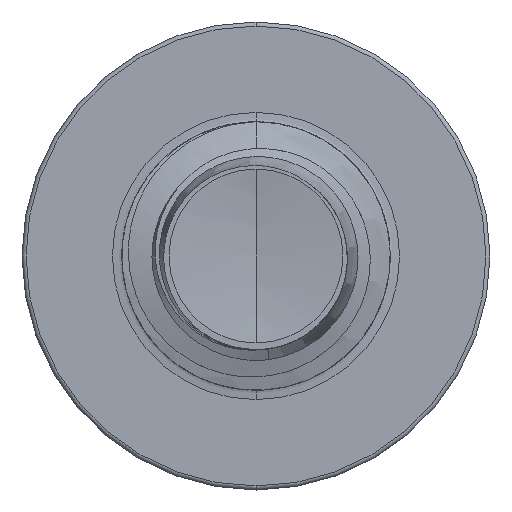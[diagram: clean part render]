
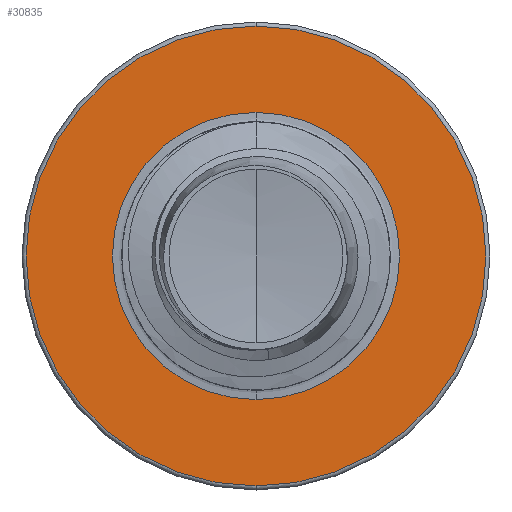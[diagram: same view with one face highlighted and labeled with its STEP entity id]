
A CAD part, front view. The second image highlights one B-rep face of the part: STEP entity #30835.
In plain terms, the highlighted planar face has unit normal (0, -1, 0).
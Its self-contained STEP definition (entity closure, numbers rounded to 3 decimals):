
#199 = CARTESIAN_POINT ( 'NONE',  ( 0., 12.5, 2.998 ) ) ;
#728 = AXIS2_PLACEMENT_3D ( 'NONE', #12039, #28737, #14550 ) ;
#968 = CARTESIAN_POINT ( 'NONE',  ( 0., 12.5, 0. ) ) ;
#1884 = CARTESIAN_POINT ( 'NONE',  ( 0., 12.5, -1.872 ) ) ;
#1965 = CARTESIAN_POINT ( 'NONE',  ( 0., 12.5, 0. ) ) ;
#2009 = DIRECTION ( 'NONE',  ( 0., 1., 0. ) ) ;
#2032 = AXIS2_PLACEMENT_3D ( 'NONE', #1965, #19749, #4703 ) ;
#3696 = DIRECTION ( 'NONE',  ( 0., 0., 1. ) ) ;
#3922 = AXIS2_PLACEMENT_3D ( 'NONE', #6533, #23792, #9142 ) ;
#4703 = DIRECTION ( 'NONE',  ( 0., 0., 1. ) ) ;
#6533 = CARTESIAN_POINT ( 'NONE',  ( 0., 12.5, 0. ) ) ;
#6723 = CIRCLE ( 'NONE', #24600, 2.998 ) ;
#7343 = VERTEX_POINT ( 'NONE', #199 ) ;
#9142 = DIRECTION ( 'NONE',  ( 0., 0., 1. ) ) ;
#10421 = CARTESIAN_POINT ( 'NONE',  ( 0., 12.5, -1.872 ) ) ;
#10747 = CIRCLE ( 'NONE', #728, 1.872 ) ;
#12035 = CIRCLE ( 'NONE', #3922, 2.998 ) ;
#12039 = CARTESIAN_POINT ( 'NONE',  ( 0., 12.5, 0. ) ) ;
#12187 = VERTEX_POINT ( 'NONE', #16203 ) ;
#14550 = DIRECTION ( 'NONE',  ( 0., 0., 1. ) ) ;
#16203 = CARTESIAN_POINT ( 'NONE',  ( 0., 12.5, -2.997 ) ) ;
#16770 = CIRCLE ( 'NONE', #2032, 1.872 ) ;
#18110 = VERTEX_POINT ( 'NONE', #10421 ) ;
#18888 = DIRECTION ( 'NONE',  ( 0., 1., 0. ) ) ;
#19156 = CARTESIAN_POINT ( 'NONE',  ( 0., 12.5, 1.872 ) ) ;
#19749 = DIRECTION ( 'NONE',  ( 0., 1., 0. ) ) ;
#19784 = DIRECTION ( 'NONE',  ( 0., 0., 1. ) ) ;
#22118 = EDGE_LOOP ( 'NONE', ( #22941, #28882 ) ) ;
#22178 = ORIENTED_EDGE ( 'NONE', *, *, #28948, .F. ) ;
#22442 = EDGE_CURVE ( 'NONE', #18110, #30637, #10747, .T. ) ;
#22742 = EDGE_LOOP ( 'NONE', ( #27707, #22178 ) ) ;
#22941 = ORIENTED_EDGE ( 'NONE', *, *, #25010, .T. ) ;
#23792 = DIRECTION ( 'NONE',  ( 0., 1., 0. ) ) ;
#24600 = AXIS2_PLACEMENT_3D ( 'NONE', #968, #18888, #3696 ) ;
#25010 = EDGE_CURVE ( 'NONE', #30637, #18110, #16770, .T. ) ;
#26545 = AXIS2_PLACEMENT_3D ( 'NONE', #1884, #2009, #19784 ) ;
#27359 = FACE_BOUND ( 'NONE', #22118, .T. ) ;
#27707 = ORIENTED_EDGE ( 'NONE', *, *, #28705, .F. ) ;
#28705 = EDGE_CURVE ( 'NONE', #7343, #12187, #6723, .T. ) ;
#28737 = DIRECTION ( 'NONE',  ( 0., 1., 0. ) ) ;
#28882 = ORIENTED_EDGE ( 'NONE', *, *, #22442, .T. ) ;
#28948 = EDGE_CURVE ( 'NONE', #12187, #7343, #12035, .T. ) ;
#30637 = VERTEX_POINT ( 'NONE', #19156 ) ;
#30835 = ADVANCED_FACE ( 'NONE', ( #32396, #27359 ), #31758, .F. ) ;
#31758 = PLANE ( 'NONE',  #26545 ) ;
#32396 = FACE_OUTER_BOUND ( 'NONE', #22742, .T. ) ;
